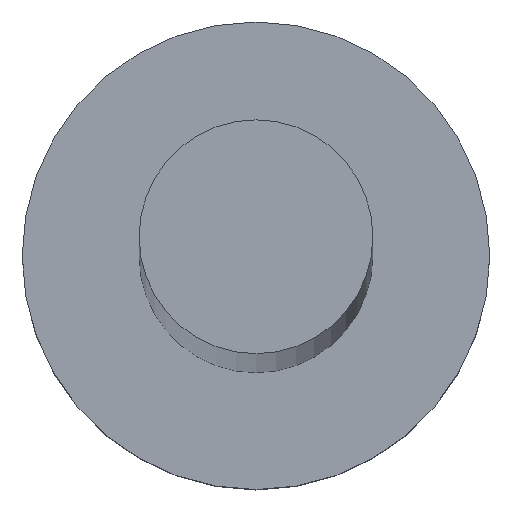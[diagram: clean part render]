
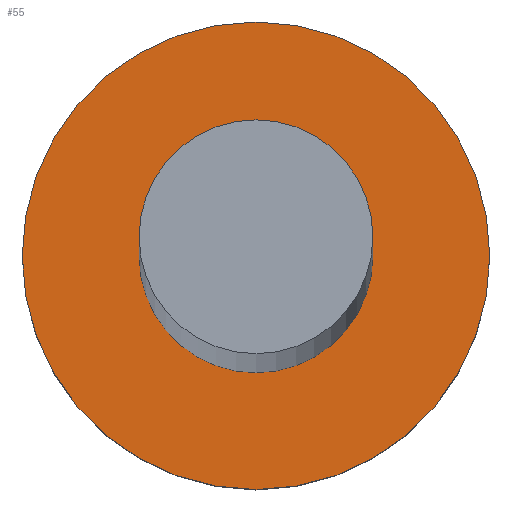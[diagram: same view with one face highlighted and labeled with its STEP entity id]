
A CAD part, top view. The second image highlights one B-rep face of the part: STEP entity #55.
In plain terms, the highlighted planar face has unit normal (0, 0, 1).
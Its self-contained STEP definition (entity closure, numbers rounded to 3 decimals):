
#17 = FACE_BOUND ( 'NONE', #212, .T. ) ;
#21 = DIRECTION ( 'NONE',  ( 1., 0., 0. ) ) ;
#23 = AXIS2_PLACEMENT_3D ( 'NONE', #79, #118, #95 ) ;
#24 = CARTESIAN_POINT ( 'NONE',  ( -2., 0., 2. ) ) ;
#25 = DIRECTION ( 'NONE',  ( 1., 0., 0. ) ) ;
#32 = AXIS2_PLACEMENT_3D ( 'NONE', #225, #221, #38 ) ;
#38 = DIRECTION ( 'NONE',  ( 1., 0., 0. ) ) ;
#48 = VERTEX_POINT ( 'NONE', #108 ) ;
#54 = ORIENTED_EDGE ( 'NONE', *, *, #168, .F. ) ;
#55 = ADVANCED_FACE ( 'NONE', ( #17, #171 ), #255, .T. ) ;
#58 = ORIENTED_EDGE ( 'NONE', *, *, #189, .T. ) ;
#62 = CARTESIAN_POINT ( 'NONE',  ( 0., 0., 2. ) ) ;
#67 = VERTEX_POINT ( 'NONE', #173 ) ;
#74 = CARTESIAN_POINT ( 'NONE',  ( 0., 0., 2. ) ) ;
#79 = CARTESIAN_POINT ( 'NONE',  ( 0., 0., 2. ) ) ;
#93 = DIRECTION ( 'NONE',  ( 0., 0., 1. ) ) ;
#95 = DIRECTION ( 'NONE',  ( 1., 0., 0. ) ) ;
#98 = DIRECTION ( 'NONE',  ( 0., 0., 1. ) ) ;
#107 = ORIENTED_EDGE ( 'NONE', *, *, #239, .T. ) ;
#108 = CARTESIAN_POINT ( 'NONE',  ( -1., 0., 2. ) ) ;
#110 = VERTEX_POINT ( 'NONE', #24 ) ;
#118 = DIRECTION ( 'NONE',  ( 0., 0., 1. ) ) ;
#126 = CIRCLE ( 'NONE', #188, 1. ) ;
#128 = ORIENTED_EDGE ( 'NONE', *, *, #195, .F. ) ;
#136 = DIRECTION ( 'NONE',  ( 0., 0., 1. ) ) ;
#151 = DIRECTION ( 'NONE',  ( 1., 0., 0. ) ) ;
#156 = AXIS2_PLACEMENT_3D ( 'NONE', #74, #93, #151 ) ;
#166 = AXIS2_PLACEMENT_3D ( 'NONE', #62, #136, #25 ) ;
#168 = EDGE_CURVE ( 'NONE', #48, #176, #126, .T. ) ;
#171 = FACE_OUTER_BOUND ( 'NONE', #254, .T. ) ;
#173 = CARTESIAN_POINT ( 'NONE',  ( 2., 0., 2. ) ) ;
#175 = CIRCLE ( 'NONE', #166, 2. ) ;
#176 = VERTEX_POINT ( 'NONE', #244 ) ;
#188 = AXIS2_PLACEMENT_3D ( 'NONE', #223, #98, #21 ) ;
#189 = EDGE_CURVE ( 'NONE', #110, #67, #210, .T. ) ;
#195 = EDGE_CURVE ( 'NONE', #176, #48, #238, .T. ) ;
#210 = CIRCLE ( 'NONE', #23, 2. ) ;
#212 = EDGE_LOOP ( 'NONE', ( #54, #128 ) ) ;
#221 = DIRECTION ( 'NONE',  ( 0., 0., 1. ) ) ;
#223 = CARTESIAN_POINT ( 'NONE',  ( 0., 0., 2. ) ) ;
#225 = CARTESIAN_POINT ( 'NONE',  ( 0., 0., 2. ) ) ;
#238 = CIRCLE ( 'NONE', #32, 1. ) ;
#239 = EDGE_CURVE ( 'NONE', #67, #110, #175, .T. ) ;
#244 = CARTESIAN_POINT ( 'NONE',  ( 1., 0., 2. ) ) ;
#254 = EDGE_LOOP ( 'NONE', ( #58, #107 ) ) ;
#255 = PLANE ( 'NONE',  #156 ) ;
